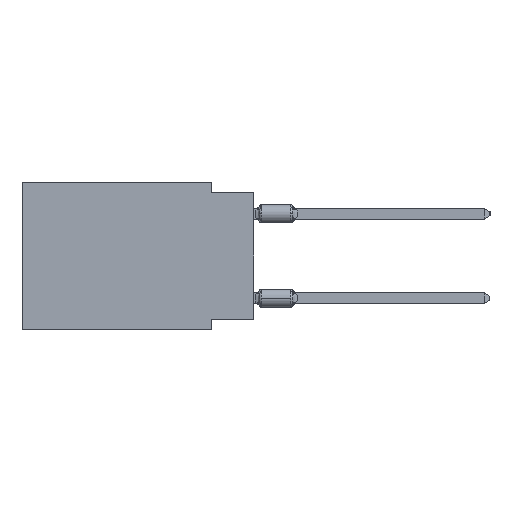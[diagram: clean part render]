
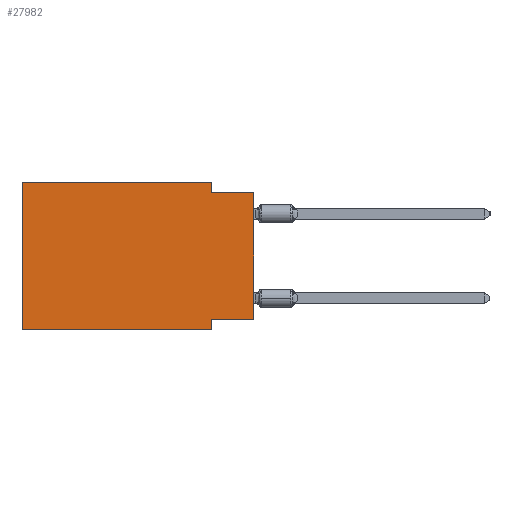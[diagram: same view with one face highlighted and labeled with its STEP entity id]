
A CAD part, left-side view. The second image highlights one B-rep face of the part: STEP entity #27982.
In plain terms, the highlighted planar face has unit normal (-1, 0, 0).
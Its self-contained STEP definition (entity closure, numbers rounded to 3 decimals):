
#203 = LINE ( 'NONE', #17460, #6191 ) ;
#2387 = EDGE_CURVE ( 'NONE', #23153, #13619, #26903, .T. ) ;
#3409 = LINE ( 'NONE', #16922, #55999 ) ;
#3637 = VERTEX_POINT ( 'NONE', #5346 ) ;
#3664 = ORIENTED_EDGE ( 'NONE', *, *, #14195, .F. ) ;
#3906 = VECTOR ( 'NONE', #42096, 1000. ) ;
#4022 = VECTOR ( 'NONE', #7213, 1000. ) ;
#4098 = EDGE_LOOP ( 'NONE', ( #4490, #30011, #31250, #6773, #17297, #29405, #3664, #26938 ) ) ;
#4490 = ORIENTED_EDGE ( 'NONE', *, *, #55688, .T. ) ;
#5030 = CARTESIAN_POINT ( 'NONE',  ( 0., 2.54, -8.89 ) ) ;
#5346 = CARTESIAN_POINT ( 'NONE',  ( 0., 0., -8.255 ) ) ;
#5622 = VERTEX_POINT ( 'NONE', #48307 ) ;
#5646 = CARTESIAN_POINT ( 'NONE',  ( 0., 2.54, 0. ) ) ;
#6191 = VECTOR ( 'NONE', #52447, 1000. ) ;
#6642 = VERTEX_POINT ( 'NONE', #17921 ) ;
#6773 = ORIENTED_EDGE ( 'NONE', *, *, #27991, .F. ) ;
#7213 = DIRECTION ( 'NONE',  ( 0., -1., 0. ) ) ;
#7617 = VECTOR ( 'NONE', #40698, 1000. ) ;
#8266 = CARTESIAN_POINT ( 'NONE',  ( 0., 2.54, -8.89 ) ) ;
#8775 = LINE ( 'NONE', #5030, #47798 ) ;
#12304 = CARTESIAN_POINT ( 'NONE',  ( 0., 13.97, 0. ) ) ;
#12363 = VECTOR ( 'NONE', #42172, 1000. ) ;
#12656 = CARTESIAN_POINT ( 'NONE',  ( 0., 0., -0.635 ) ) ;
#13595 = EDGE_CURVE ( 'NONE', #23153, #33006, #3409, .T. ) ;
#13619 = VERTEX_POINT ( 'NONE', #8266 ) ;
#14195 = EDGE_CURVE ( 'NONE', #6642, #13619, #8775, .T. ) ;
#16356 = DIRECTION ( 'NONE',  ( 0., 0., -1. ) ) ;
#16385 = CARTESIAN_POINT ( 'NONE',  ( 0., 13.97, -8.89 ) ) ;
#16922 = CARTESIAN_POINT ( 'NONE',  ( 0., 13.97, 0. ) ) ;
#16930 = AXIS2_PLACEMENT_3D ( 'NONE', #24684, #56220, #16356 ) ;
#17297 = ORIENTED_EDGE ( 'NONE', *, *, #13595, .F. ) ;
#17460 = CARTESIAN_POINT ( 'NONE',  ( 0., 0., 0. ) ) ;
#17921 = CARTESIAN_POINT ( 'NONE',  ( 0., 2.54, -8.255 ) ) ;
#22233 = CARTESIAN_POINT ( 'NONE',  ( 0., 13.97, 0. ) ) ;
#23153 = VERTEX_POINT ( 'NONE', #16385 ) ;
#24107 = VECTOR ( 'NONE', #34667, 1000. ) ;
#24684 = CARTESIAN_POINT ( 'NONE',  ( 0., 13.97, 0. ) ) ;
#25314 = LINE ( 'NONE', #12656, #4022 ) ;
#26903 = LINE ( 'NONE', #48425, #24107 ) ;
#26938 = ORIENTED_EDGE ( 'NONE', *, *, #48309, .F. ) ;
#27982 = ADVANCED_FACE ( 'NONE', ( #38710 ), #51905, .F. ) ;
#27991 = EDGE_CURVE ( 'NONE', #33006, #5622, #52183, .T. ) ;
#28902 = CARTESIAN_POINT ( 'NONE',  ( 0., 0., -8.255 ) ) ;
#29405 = ORIENTED_EDGE ( 'NONE', *, *, #2387, .T. ) ;
#30011 = ORIENTED_EDGE ( 'NONE', *, *, #51390, .F. ) ;
#30295 = EDGE_CURVE ( 'NONE', #5622, #47873, #49026, .T. ) ;
#31250 = ORIENTED_EDGE ( 'NONE', *, *, #30295, .F. ) ;
#33006 = VERTEX_POINT ( 'NONE', #22233 ) ;
#33114 = VERTEX_POINT ( 'NONE', #44634 ) ;
#34428 = DIRECTION ( 'NONE',  ( 0., 0., 1. ) ) ;
#34667 = DIRECTION ( 'NONE',  ( 0., -1., 0. ) ) ;
#38710 = FACE_OUTER_BOUND ( 'NONE', #4098, .T. ) ;
#40071 = DIRECTION ( 'NONE',  ( 0., 0., -1. ) ) ;
#40698 = DIRECTION ( 'NONE',  ( 0., 0., -1. ) ) ;
#42096 = DIRECTION ( 'NONE',  ( 0., 1., 0. ) ) ;
#42172 = DIRECTION ( 'NONE',  ( 0., -1., 0. ) ) ;
#44634 = CARTESIAN_POINT ( 'NONE',  ( 0., 0., -0.635 ) ) ;
#47798 = VECTOR ( 'NONE', #40071, 1000. ) ;
#47873 = VERTEX_POINT ( 'NONE', #55650 ) ;
#48307 = CARTESIAN_POINT ( 'NONE',  ( 0., 2.54, 0. ) ) ;
#48309 = EDGE_CURVE ( 'NONE', #3637, #6642, #55585, .T. ) ;
#48425 = CARTESIAN_POINT ( 'NONE',  ( 0., 13.97, -8.89 ) ) ;
#49026 = LINE ( 'NONE', #5646, #7617 ) ;
#51390 = EDGE_CURVE ( 'NONE', #47873, #33114, #25314, .T. ) ;
#51905 = PLANE ( 'NONE',  #16930 ) ;
#52183 = LINE ( 'NONE', #12304, #12363 ) ;
#52447 = DIRECTION ( 'NONE',  ( 0., 0., 1. ) ) ;
#55585 = LINE ( 'NONE', #28902, #3906 ) ;
#55650 = CARTESIAN_POINT ( 'NONE',  ( 0., 2.54, -0.635 ) ) ;
#55688 = EDGE_CURVE ( 'NONE', #3637, #33114, #203, .T. ) ;
#55999 = VECTOR ( 'NONE', #34428, 1000. ) ;
#56220 = DIRECTION ( 'NONE',  ( 1., 0., 0. ) ) ;
